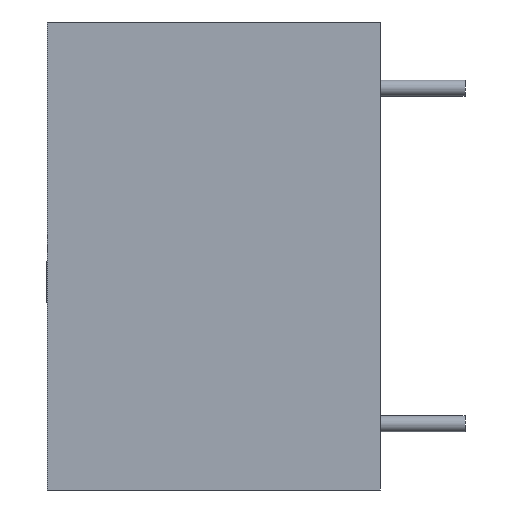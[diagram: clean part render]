
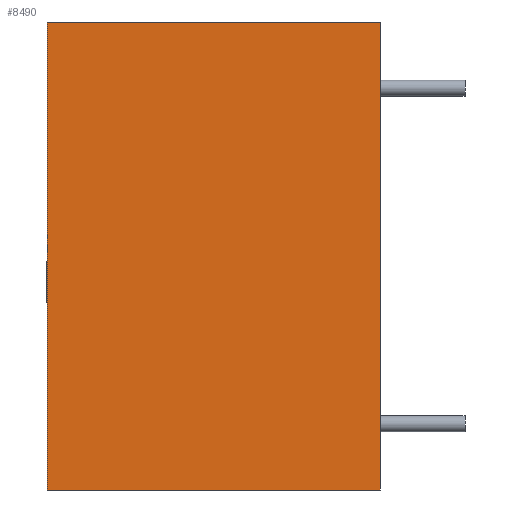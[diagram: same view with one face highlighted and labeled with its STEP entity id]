
A CAD part, left-side view. The second image highlights one B-rep face of the part: STEP entity #8490.
In plain terms, the highlighted planar face has unit normal (-1, 0, 0).
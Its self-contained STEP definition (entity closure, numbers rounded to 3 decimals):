
#839 = CARTESIAN_POINT ( 'NONE',  ( -8.85, 0., -8.85 ) ) ;
#2033 = ORIENTED_EDGE ( 'NONE', *, *, #2483, .T. ) ;
#2293 = ORIENTED_EDGE ( 'NONE', *, *, #4191, .F. ) ;
#2324 = CARTESIAN_POINT ( 'NONE',  ( -8.85, 12.6, 8.85 ) ) ;
#2483 = EDGE_CURVE ( 'NONE', #5249, #11469, #4332, .T. ) ;
#2581 = LINE ( 'NONE', #8033, #11647 ) ;
#2734 = CARTESIAN_POINT ( 'NONE',  ( -8.85, 0., 8.85 ) ) ;
#2802 = EDGE_CURVE ( 'NONE', #12997, #5249, #3619, .T. ) ;
#3619 = LINE ( 'NONE', #11912, #12671 ) ;
#3646 = LINE ( 'NONE', #12150, #6124 ) ;
#3796 = DIRECTION ( 'NONE',  ( 0., 0., 1. ) ) ;
#3810 = CARTESIAN_POINT ( 'NONE',  ( -8.85, 12.6, 8.85 ) ) ;
#4191 = EDGE_CURVE ( 'NONE', #12997, #5156, #2581, .T. ) ;
#4332 = LINE ( 'NONE', #2734, #6443 ) ;
#4934 = AXIS2_PLACEMENT_3D ( 'NONE', #2324, #5513, #9694 ) ;
#5156 = VERTEX_POINT ( 'NONE', #3810 ) ;
#5249 = VERTEX_POINT ( 'NONE', #839 ) ;
#5513 = DIRECTION ( 'NONE',  ( 1., 0., 0. ) ) ;
#6039 = FACE_OUTER_BOUND ( 'NONE', #10518, .T. ) ;
#6124 = VECTOR ( 'NONE', #11137, 1000. ) ;
#6443 = VECTOR ( 'NONE', #11120, 1000. ) ;
#7588 = PLANE ( 'NONE',  #4934 ) ;
#8033 = CARTESIAN_POINT ( 'NONE',  ( -8.85, 12.6, 8.85 ) ) ;
#8490 = ADVANCED_FACE ( 'NONE', ( #6039 ), #7588, .F. ) ;
#8882 = CARTESIAN_POINT ( 'NONE',  ( -8.85, 0., 8.85 ) ) ;
#9694 = DIRECTION ( 'NONE',  ( 0., 0., -1. ) ) ;
#9763 = DIRECTION ( 'NONE',  ( 0., -1., 0. ) ) ;
#10518 = EDGE_LOOP ( 'NONE', ( #2033, #11234, #2293, #11255 ) ) ;
#11120 = DIRECTION ( 'NONE',  ( 0., 0., 1. ) ) ;
#11137 = DIRECTION ( 'NONE',  ( 0., -1., 0. ) ) ;
#11234 = ORIENTED_EDGE ( 'NONE', *, *, #13499, .F. ) ;
#11255 = ORIENTED_EDGE ( 'NONE', *, *, #2802, .T. ) ;
#11469 = VERTEX_POINT ( 'NONE', #8882 ) ;
#11647 = VECTOR ( 'NONE', #3796, 1000. ) ;
#11811 = CARTESIAN_POINT ( 'NONE',  ( -8.85, 12.6, -8.85 ) ) ;
#11912 = CARTESIAN_POINT ( 'NONE',  ( -8.85, 12.6, -8.85 ) ) ;
#12150 = CARTESIAN_POINT ( 'NONE',  ( -8.85, 12.6, 8.85 ) ) ;
#12671 = VECTOR ( 'NONE', #9763, 1000. ) ;
#12997 = VERTEX_POINT ( 'NONE', #11811 ) ;
#13499 = EDGE_CURVE ( 'NONE', #5156, #11469, #3646, .T. ) ;
